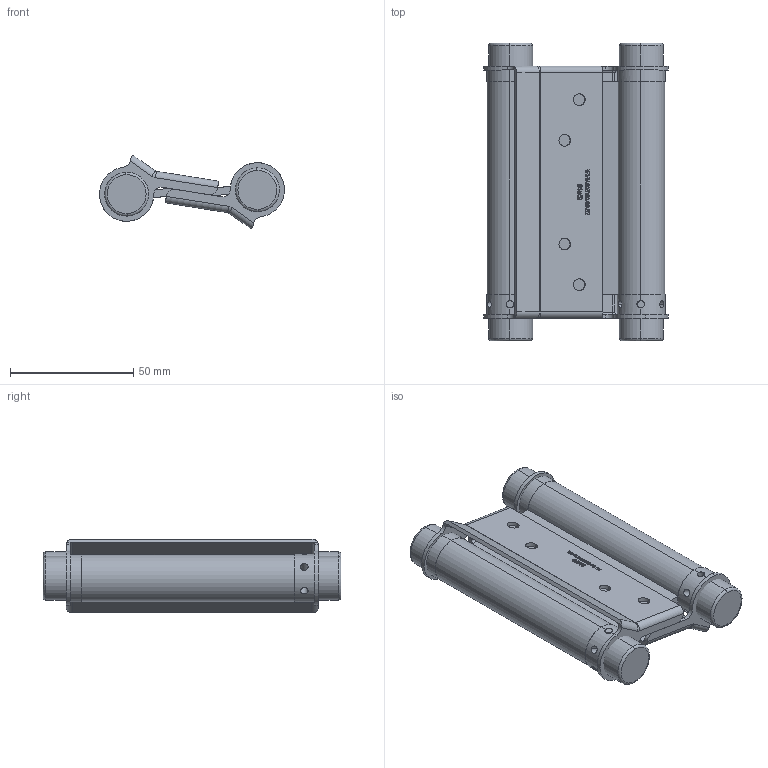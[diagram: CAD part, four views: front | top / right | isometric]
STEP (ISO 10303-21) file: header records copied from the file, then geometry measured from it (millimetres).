
FILE_DESCRIPTION (( 'STEP AP214' ), '1' );
FILE_NAME ('04549-Bomber Spring Hinge Light Duty Zinc Plated 120mm.STEP', '2018-11-04T21:56:39', ( '' ), ( '' ), 'SwSTEP 2.0', 'SolidWorks 2018', '' );
FILE_SCHEMA (( 'AUTOMOTIVE_DESIGN' ));
Length unit declared in the file: millimetre
Products named in the file (3): 04549-Bomber Spring Hinge Light Duty Zinc Plated 120mm; Double Acting Hinge Body_4552; Double Acting Hinge Leaf_4549
Assembly tree (3 placements, depth 2):
  04549-Bomber Spring Hinge Light Duty Zinc Plated 120mm
    Double Acting Hinge Leaf_4549  x2
    Double Acting Hinge Body_4552
Bounding box: 74.93 x 120.6 x 29.86 mm (x, y, z)
Volume: 89675.5 mm3; surface area: 41734.5 mm2
Topology: 4 solids, 4 shells, 759 faces, 2000 edges, 1301 vertices
Faces by surface type: plane 394, bspline 192, cylinder 157, torus 16
Entity records: 19695 total; most frequent: CARTESIAN_POINT 9613, ORIENTED_EDGE 2298, DIRECTION 1682, EDGE_CURVE 1149, VERTEX_POINT 737, LINE 662, VECTOR 662, AXIS2_PLACEMENT_3D 510
